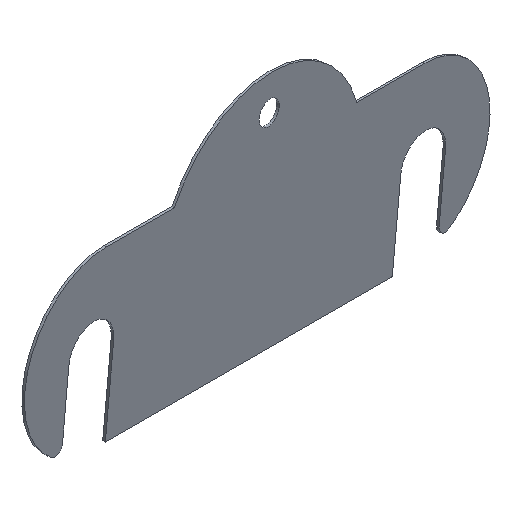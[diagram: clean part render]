
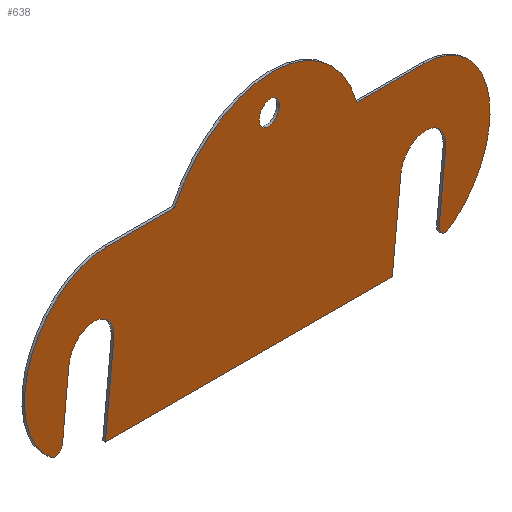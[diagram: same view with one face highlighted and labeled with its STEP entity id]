
A CAD part, isometric view. The second image highlights one B-rep face of the part: STEP entity #638.
In plain terms, the highlighted planar face has unit normal (0.115, -0.993, 0).
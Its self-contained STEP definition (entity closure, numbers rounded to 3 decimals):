
#63=CARTESIAN_POINT('Vertex',(-13.051,94.084,-2.479)) ;
#77=CARTESIAN_POINT('Vertex',(-6.39,94.853,-3.253)) ;
#80=CARTESIAN_POINT('Axis2P3D Location',(-9.72,94.468,-2.866)) ;
#103=CARTESIAN_POINT('Vertex',(-14.304,93.939,-13.407)) ;
#111=CARTESIAN_POINT('Line Origine',(-13.677,94.011,-7.943)) ;
#134=CARTESIAN_POINT('Vertex',(-56.985,89.014,-8.448)) ;
#142=CARTESIAN_POINT('Line Origine',(-35.644,91.476,-10.927)) ;
#165=CARTESIAN_POINT('Vertex',(-55.732,89.158,2.479)) ;
#173=CARTESIAN_POINT('Line Origine',(-56.359,89.086,-2.984)) ;
#196=CARTESIAN_POINT('Vertex',(-62.394,88.389,3.253)) ;
#204=CARTESIAN_POINT('Axis2P3D Location',(-59.063,88.774,2.866)) ;
#227=CARTESIAN_POINT('Vertex',(-56.823,89.032,13.679)) ;
#241=CARTESIAN_POINT('Vertex',(-68.932,87.635,4.013)) ;
#244=CARTESIAN_POINT('Axis2P3D Location',(-58.076,88.888,2.752)) ;
#267=CARTESIAN_POINT('Vertex',(-46.706,90.2,12.504)) ;
#275=CARTESIAN_POINT('Line Origine',(-51.765,89.616,13.091)) ;
#298=CARTESIAN_POINT('Vertex',(-19.572,93.331,9.351)) ;
#306=CARTESIAN_POINT('Axis2P3D Location',(-33.822,91.687,4.967)) ;
#324=CARTESIAN_POINT('Vertex',(-9.454,94.499,8.176)) ;
#332=CARTESIAN_POINT('Line Origine',(-14.513,93.915,8.764)) ;
#355=CARTESIAN_POINT('Vertex',(-3.461,95.191,-10.985)) ;
#363=CARTESIAN_POINT('Axis2P3D Location',(-10.707,94.354,-2.751)) ;
#386=CARTESIAN_POINT('Vertex',(-31.129,91.997,15.459)) ;
#400=CARTESIAN_POINT('Vertex',(-34.109,91.653,15.459)) ;
#403=CARTESIAN_POINT('Axis2P3D Location',(-32.619,91.825,15.459)) ;
#420=CARTESIAN_POINT('Axis2P3D Location',(-32.619,91.825,15.459)) ;
#443=CARTESIAN_POINT('Vertex',(-63.354,88.279,-5.124)) ;
#451=CARTESIAN_POINT('Line Origine',(-62.874,88.334,-0.935)) ;
#468=CARTESIAN_POINT('Axis2P3D Location',(-58.076,88.888,2.752)) ;
#472=CARTESIAN_POINT('Vertex',(-64.967,88.092,-5.785)) ;
#499=CARTESIAN_POINT('Axis2P3D Location',(-64.341,88.165,-5.009)) ;
#527=CARTESIAN_POINT('Vertex',(-7.35,94.742,-11.63)) ;
#530=CARTESIAN_POINT('Line Origine',(-6.87,94.797,-7.441)) ;
#554=CARTESIAN_POINT('Axis2P3D Location',(-10.707,94.354,-2.751)) ;
#558=CARTESIAN_POINT('Vertex',(-5.929,94.906,-12.644)) ;
#606=CARTESIAN_POINT('Axis2P3D Location',(-10.887,94.334,0.)) ;
#611=CARTESIAN_POINT('Axis2P3D Location',(-6.363,94.856,-11.745)) ;
#81=DIRECTION('Axis2P3D Direction',(-0.115,0.993,0.)) ;
#112=DIRECTION('Vector Direction',(-0.114,-0.013,-0.993)) ;
#143=DIRECTION('Vector Direction',(0.987,0.114,-0.115)) ;
#174=DIRECTION('Vector Direction',(0.114,0.013,0.993)) ;
#205=DIRECTION('Axis2P3D Direction',(-0.115,0.993,0.)) ;
#245=DIRECTION('Axis2P3D Direction',(-0.115,0.993,0.)) ;
#276=DIRECTION('Vector Direction',(0.987,0.114,-0.115)) ;
#307=DIRECTION('Axis2P3D Direction',(-0.115,0.993,0.)) ;
#333=DIRECTION('Vector Direction',(0.987,0.114,-0.115)) ;
#364=DIRECTION('Axis2P3D Direction',(-0.115,0.993,0.)) ;
#404=DIRECTION('Axis2P3D Direction',(-0.115,0.993,0.)) ;
#421=DIRECTION('Axis2P3D Direction',(-0.115,0.993,0.)) ;
#452=DIRECTION('Vector Direction',(-0.114,-0.013,-0.993)) ;
#469=DIRECTION('Axis2P3D Direction',(-0.115,0.993,0.)) ;
#500=DIRECTION('Axis2P3D Direction',(0.115,-0.993,0.)) ;
#531=DIRECTION('Vector Direction',(0.114,0.013,0.993)) ;
#555=DIRECTION('Axis2P3D Direction',(-0.115,0.993,0.)) ;
#607=DIRECTION('Axis2P3D Direction',(-0.115,0.993,0.)) ;
#608=DIRECTION('Axis2P3D XDirection',(-0.993,-0.115,0.)) ;
#612=DIRECTION('Axis2P3D Direction',(-0.115,0.993,0.)) ;
#82=AXIS2_PLACEMENT_3D('Circle Axis2P3D',#80,#81,$) ;
#206=AXIS2_PLACEMENT_3D('Circle Axis2P3D',#204,#205,$) ;
#246=AXIS2_PLACEMENT_3D('Circle Axis2P3D',#244,#245,$) ;
#308=AXIS2_PLACEMENT_3D('Circle Axis2P3D',#306,#307,$) ;
#365=AXIS2_PLACEMENT_3D('Circle Axis2P3D',#363,#364,$) ;
#405=AXIS2_PLACEMENT_3D('Circle Axis2P3D',#403,#404,$) ;
#422=AXIS2_PLACEMENT_3D('Circle Axis2P3D',#420,#421,$) ;
#470=AXIS2_PLACEMENT_3D('Circle Axis2P3D',#468,#469,$) ;
#501=AXIS2_PLACEMENT_3D('Circle Axis2P3D',#499,#500,$) ;
#556=AXIS2_PLACEMENT_3D('Circle Axis2P3D',#554,#555,$) ;
#609=AXIS2_PLACEMENT_3D('Plane Axis2P3D',#606,#607,#608) ;
#613=AXIS2_PLACEMENT_3D('Circle Axis2P3D',#611,#612,$) ;
#617=ORIENTED_EDGE('',*,*,#615,.F.) ;
#618=ORIENTED_EDGE('',*,*,#560,.T.) ;
#619=ORIENTED_EDGE('',*,*,#367,.T.) ;
#620=ORIENTED_EDGE('',*,*,#336,.T.) ;
#621=ORIENTED_EDGE('',*,*,#310,.T.) ;
#622=ORIENTED_EDGE('',*,*,#279,.T.) ;
#623=ORIENTED_EDGE('',*,*,#248,.T.) ;
#624=ORIENTED_EDGE('',*,*,#474,.T.) ;
#625=ORIENTED_EDGE('',*,*,#503,.F.) ;
#626=ORIENTED_EDGE('',*,*,#455,.T.) ;
#627=ORIENTED_EDGE('',*,*,#208,.T.) ;
#628=ORIENTED_EDGE('',*,*,#177,.T.) ;
#629=ORIENTED_EDGE('',*,*,#146,.T.) ;
#630=ORIENTED_EDGE('',*,*,#115,.T.) ;
#631=ORIENTED_EDGE('',*,*,#84,.T.) ;
#632=ORIENTED_EDGE('',*,*,#534,.T.) ;
#635=ORIENTED_EDGE('',*,*,#424,.T.) ;
#636=ORIENTED_EDGE('',*,*,#407,.T.) ;
#637=FACE_BOUND('',#634,.T.) ;
#113=VECTOR('Line Direction',#112,1.) ;
#144=VECTOR('Line Direction',#143,1.) ;
#175=VECTOR('Line Direction',#174,1.) ;
#277=VECTOR('Line Direction',#276,1.) ;
#334=VECTOR('Line Direction',#333,1.) ;
#453=VECTOR('Line Direction',#452,1.) ;
#532=VECTOR('Line Direction',#531,1.) ;
#638=ADVANCED_FACE('Corps principal',(#633,#637),#610,.F.) ;
#83=CIRCLE('generated circle',#82,3.375) ;
#207=CIRCLE('generated circle',#206,3.375) ;
#247=CIRCLE('generated circle',#246,11.) ;
#309=CIRCLE('generated circle',#308,15.) ;
#366=CIRCLE('generated circle',#365,11.) ;
#406=CIRCLE('generated circle',#405,1.5) ;
#423=CIRCLE('generated circle',#422,1.5) ;
#471=CIRCLE('generated circle',#470,11.) ;
#502=CIRCLE('generated circle',#501,1.) ;
#557=CIRCLE('generated circle',#556,11.) ;
#614=CIRCLE('generated circle',#613,1.) ;
#84=EDGE_CURVE('',#64,#78,#83,.T.) ;
#115=EDGE_CURVE('',#104,#64,#114,.F.) ;
#146=EDGE_CURVE('',#135,#104,#145,.T.) ;
#177=EDGE_CURVE('',#166,#135,#176,.F.) ;
#208=EDGE_CURVE('',#197,#166,#207,.T.) ;
#248=EDGE_CURVE('',#228,#242,#247,.F.) ;
#279=EDGE_CURVE('',#268,#228,#278,.F.) ;
#310=EDGE_CURVE('',#299,#268,#309,.F.) ;
#336=EDGE_CURVE('',#325,#299,#335,.F.) ;
#367=EDGE_CURVE('',#356,#325,#366,.F.) ;
#407=EDGE_CURVE('',#387,#401,#406,.T.) ;
#424=EDGE_CURVE('',#401,#387,#423,.T.) ;
#455=EDGE_CURVE('',#444,#197,#454,.F.) ;
#474=EDGE_CURVE('',#242,#473,#471,.F.) ;
#503=EDGE_CURVE('',#444,#473,#502,.F.) ;
#534=EDGE_CURVE('',#78,#528,#533,.F.) ;
#560=EDGE_CURVE('',#559,#356,#557,.F.) ;
#615=EDGE_CURVE('',#559,#528,#614,.T.) ;
#616=EDGE_LOOP('',(#617,#618,#619,#620,#621,#622,#623,#624,#625,#626,#627,#628,#629,#630,#631,#632)) ;
#634=EDGE_LOOP('',(#635,#636)) ;
#633=FACE_OUTER_BOUND('',#616,.T.) ;
#114=LINE('Line',#111,#113) ;
#145=LINE('Line',#142,#144) ;
#176=LINE('Line',#173,#175) ;
#278=LINE('Line',#275,#277) ;
#335=LINE('Line',#332,#334) ;
#454=LINE('Line',#451,#453) ;
#533=LINE('Line',#530,#532) ;
#610=PLANE('Plane',#609) ;
#64=VERTEX_POINT('',#63) ;
#78=VERTEX_POINT('',#77) ;
#104=VERTEX_POINT('',#103) ;
#135=VERTEX_POINT('',#134) ;
#166=VERTEX_POINT('',#165) ;
#197=VERTEX_POINT('',#196) ;
#228=VERTEX_POINT('',#227) ;
#242=VERTEX_POINT('',#241) ;
#268=VERTEX_POINT('',#267) ;
#299=VERTEX_POINT('',#298) ;
#325=VERTEX_POINT('',#324) ;
#356=VERTEX_POINT('',#355) ;
#387=VERTEX_POINT('',#386) ;
#401=VERTEX_POINT('',#400) ;
#444=VERTEX_POINT('',#443) ;
#473=VERTEX_POINT('',#472) ;
#528=VERTEX_POINT('',#527) ;
#559=VERTEX_POINT('',#558) ;
